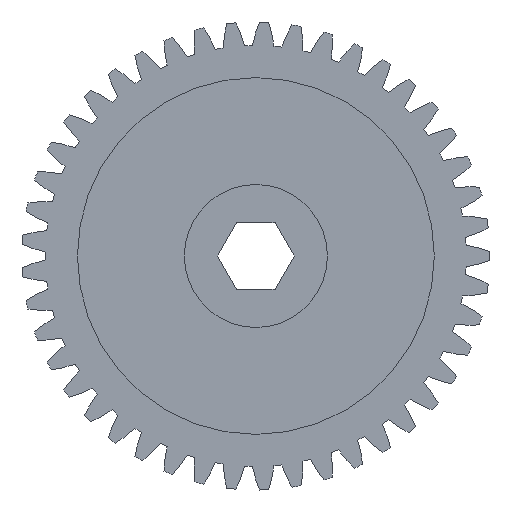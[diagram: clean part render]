
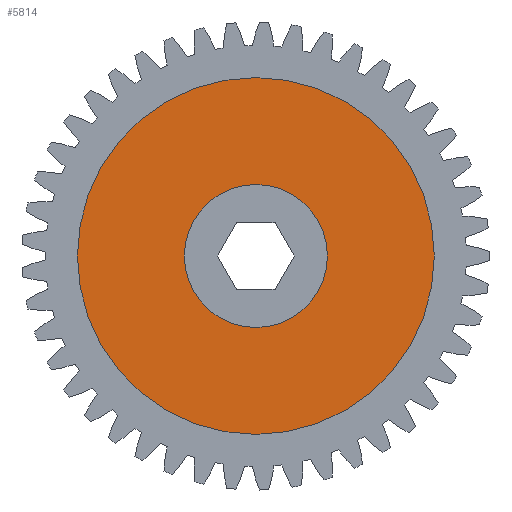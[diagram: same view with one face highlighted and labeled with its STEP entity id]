
A CAD part, front view. The second image highlights one B-rep face of the part: STEP entity #5814.
In plain terms, the highlighted planar face has unit normal (0, -1, 0).
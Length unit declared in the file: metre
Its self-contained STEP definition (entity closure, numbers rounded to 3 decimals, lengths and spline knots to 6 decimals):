
#155=CIRCLE('',#6206,0.005387);
#156=CIRCLE('',#6208,0.013438);
#1823=ORIENTED_EDGE('',*,*,#2663,.T.);
#1824=ORIENTED_EDGE('',*,*,#2664,.F.);
#2663=EDGE_CURVE('',#3223,#3223,#155,.T.);
#2664=EDGE_CURVE('',#3224,#3224,#156,.T.);
#3223=VERTEX_POINT('',#9394);
#3224=VERTEX_POINT('',#9397);
#4991=EDGE_LOOP('',(#1823));
#4992=EDGE_LOOP('',(#1824));
#5287=FACE_BOUND('',#4991,.T.);
#5288=FACE_BOUND('',#4992,.T.);
#5530=PLANE('',#6209);
#5814=ADVANCED_FACE('',(#5287,#5288),#5530,.F.);
#6206=AXIS2_PLACEMENT_3D('',#9393,#7705,#7706);
#6208=AXIS2_PLACEMENT_3D('',#9396,#7709,#7710);
#6209=AXIS2_PLACEMENT_3D('',#9398,#7711,#7712);
#7705=DIRECTION('',(0.,1.,0.));
#7706=DIRECTION('',(1.,0.,0.));
#7709=DIRECTION('',(0.,1.,0.));
#7710=DIRECTION('',(1.,0.,0.));
#7711=DIRECTION('',(0.,1.,0.));
#7712=DIRECTION('',(1.,0.,0.));
#9393=CARTESIAN_POINT('',(0.,-0.0055,0.));
#9394=CARTESIAN_POINT('',(0.005387,-0.0055,0.));
#9396=CARTESIAN_POINT('',(0.,-0.0055,0.));
#9397=CARTESIAN_POINT('',(0.013438,-0.0055,0.));
#9398=CARTESIAN_POINT('',(0.,-0.0055,0.));
